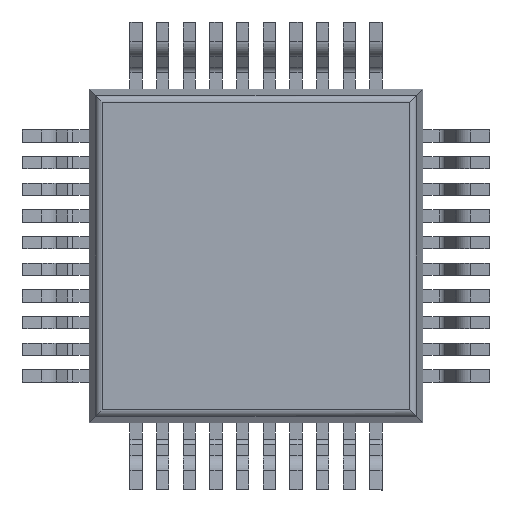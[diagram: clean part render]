
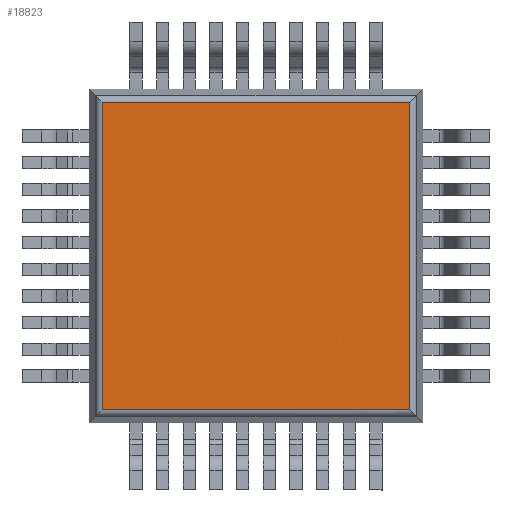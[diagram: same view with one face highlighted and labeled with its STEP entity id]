
A CAD part, front view. The second image highlights one B-rep face of the part: STEP entity #18823.
In plain terms, the highlighted planar face has unit normal (0, -1, 0).
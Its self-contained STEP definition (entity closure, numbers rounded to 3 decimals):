
#801 = DIRECTION ( 'NONE',  ( 0., -1., 0. ) ) ;
#1032 = EDGE_CURVE ( 'NONE', #14705, #1611, #21371, .T. ) ;
#1487 = CARTESIAN_POINT ( 'NONE',  ( -2.5, 0.15, 2.308 ) ) ;
#1611 = VERTEX_POINT ( 'NONE', #10555 ) ;
#1799 = ORIENTED_EDGE ( 'NONE', *, *, #20189, .T. ) ;
#1891 = EDGE_CURVE ( 'NONE', #2328, #5691, #7345, .T. ) ;
#2302 = CARTESIAN_POINT ( 'NONE',  ( -2.5, 0.15, -2.5 ) ) ;
#2328 = VERTEX_POINT ( 'NONE', #9351 ) ;
#3180 = LINE ( 'NONE', #7399, #25059 ) ;
#4945 = DIRECTION ( 'NONE',  ( 1., 0., 0. ) ) ;
#5629 = DIRECTION ( 'NONE',  ( 0., 0., 1. ) ) ;
#5691 = VERTEX_POINT ( 'NONE', #6758 ) ;
#6758 = CARTESIAN_POINT ( 'NONE',  ( -2.308, 0.15, 2.308 ) ) ;
#7345 = LINE ( 'NONE', #1487, #16272 ) ;
#7399 = CARTESIAN_POINT ( 'NONE',  ( -2.308, 0.15, -2.5 ) ) ;
#7650 = LINE ( 'NONE', #26194, #18608 ) ;
#8035 = CARTESIAN_POINT ( 'NONE',  ( -2.308, 0.15, -2.308 ) ) ;
#9084 = DIRECTION ( 'NONE',  ( 0., 0., -1. ) ) ;
#9228 = EDGE_LOOP ( 'NONE', ( #13627, #14772, #1799, #14237 ) ) ;
#9351 = CARTESIAN_POINT ( 'NONE',  ( 2.308, 0.15, 2.308 ) ) ;
#9907 = PLANE ( 'NONE',  #19391 ) ;
#10555 = CARTESIAN_POINT ( 'NONE',  ( 2.308, 0.15, -2.308 ) ) ;
#11337 = CARTESIAN_POINT ( 'NONE',  ( -2.5, 0.15, -2.308 ) ) ;
#12121 = EDGE_CURVE ( 'NONE', #5691, #14705, #3180, .T. ) ;
#13627 = ORIENTED_EDGE ( 'NONE', *, *, #12121, .T. ) ;
#14237 = ORIENTED_EDGE ( 'NONE', *, *, #1891, .T. ) ;
#14705 = VERTEX_POINT ( 'NONE', #8035 ) ;
#14772 = ORIENTED_EDGE ( 'NONE', *, *, #1032, .T. ) ;
#16272 = VECTOR ( 'NONE', #23922, 1000. ) ;
#18608 = VECTOR ( 'NONE', #5629, 1000. ) ;
#18823 = ADVANCED_FACE ( 'NONE', ( #22403 ), #9907, .T. ) ;
#19391 = AXIS2_PLACEMENT_3D ( 'NONE', #2302, #801, #9084 ) ;
#20189 = EDGE_CURVE ( 'NONE', #1611, #2328, #7650, .T. ) ;
#21371 = LINE ( 'NONE', #11337, #25762 ) ;
#22403 = FACE_OUTER_BOUND ( 'NONE', #9228, .T. ) ;
#23922 = DIRECTION ( 'NONE',  ( -1., 0., 0. ) ) ;
#25059 = VECTOR ( 'NONE', #26335, 1000. ) ;
#25762 = VECTOR ( 'NONE', #4945, 1000. ) ;
#26194 = CARTESIAN_POINT ( 'NONE',  ( 2.308, 0.15, -2.5 ) ) ;
#26335 = DIRECTION ( 'NONE',  ( 0., 0., -1. ) ) ;
